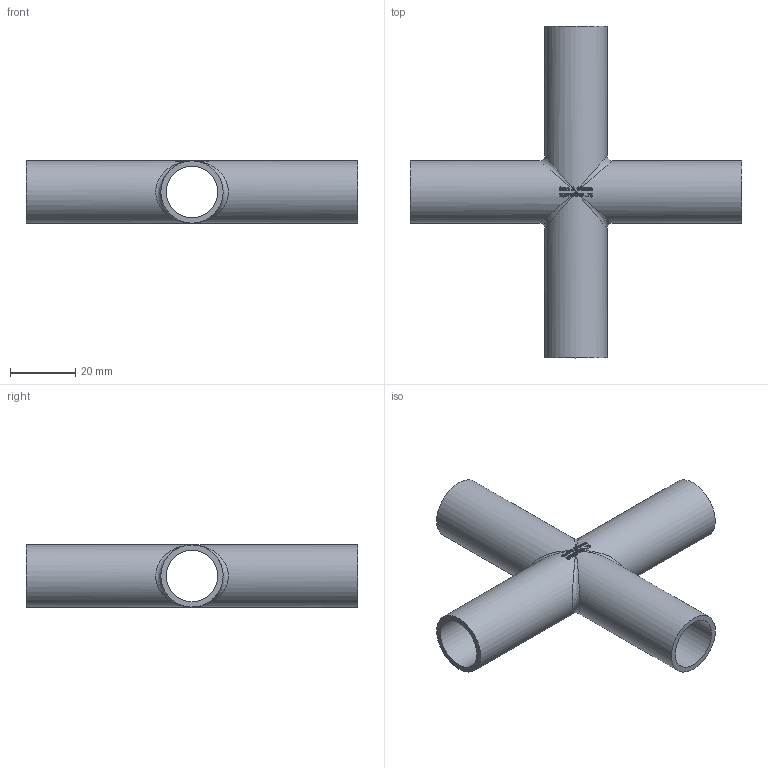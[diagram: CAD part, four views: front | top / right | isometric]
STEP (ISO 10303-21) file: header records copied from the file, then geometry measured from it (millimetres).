
FILE_DESCRIPTION(/* description */ (''),/* implementation_level */ '2;1');
FILE_NAME(/* name */ 'S9WWWW-.75.stp',/* time_stamp */ '2018-11-30T11:38:41-05:00',/* author */ ('rick'),/* organization */ (''),/* preprocessor_version */ 'ST-DEVELOPER v15.2',/* originating_system */ 'Autodesk Inventor 2014',/* authorisation */ '');
FILE_SCHEMA (('AUTOMOTIVE_DESIGN { 1 0 10303 214 3 1 1 }'));
Length unit declared in the file: inch
Products named in the file (1): S9WWWW-.75
Bounding box: 101.6 x 101.63 x 19.05 mm (x, y, z)
Surface area: 20119.6 mm2 (no closed solid volume)
Topology: 0 solids, 1 shells, 413 faces, 1182 edges, 777 vertices
Faces by surface type: bspline 193, plane 164, cylinder 56
Full cylindrical faces by diameter (mm): 15.748 x4, 19.05 x4
Entity records: 17086 total; most frequent: CARTESIAN_POINT 7572, ORIENTED_EDGE 2274, DIRECTION 1429, EDGE_CURVE 1137, VERTEX_POINT 758, AXIS2_PLACEMENT_3D 487, LINE 455, VECTOR 455
